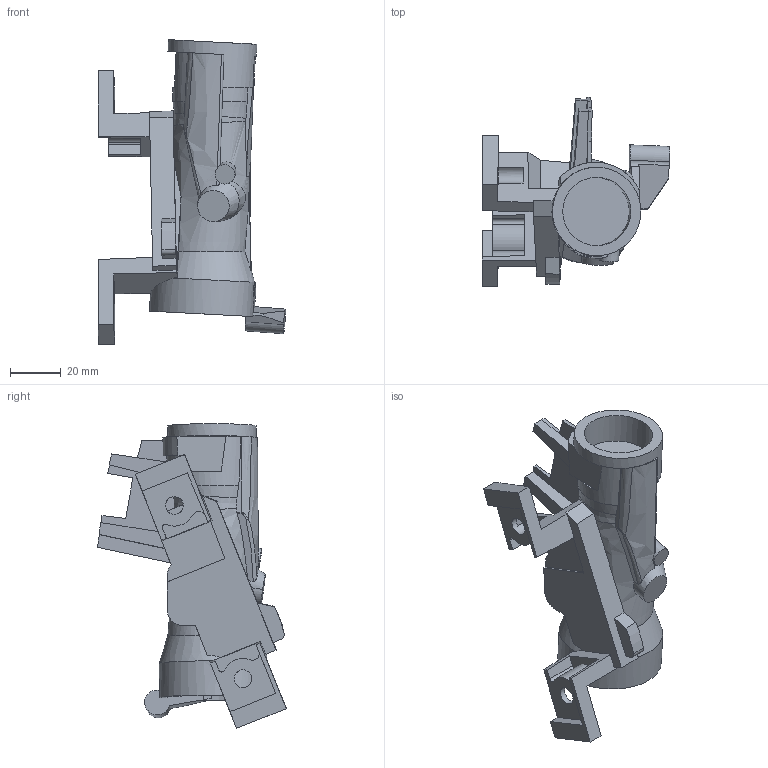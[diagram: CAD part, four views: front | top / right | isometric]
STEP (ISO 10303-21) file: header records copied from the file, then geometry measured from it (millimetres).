
FILE_DESCRIPTION(/* description */ (''),/* implementation_level */ '2;1');
FILE_NAME(/* name */ '22jm.stp',/* time_stamp */ '2019-05-31T16:32:17+08:00',/* author */ (''),/* organization */ (''),/* preprocessor_version */ 'ST-DEVELOPER v16',/* originating_system */ 'SIEMENS PLM Software NX 10.0',/* authorisation */ '');
FILE_SCHEMA (('AP203_CONFIGURATION_CONTROLLED_3D_DESIGN_OF_MECHANICAL_PARTS_AND_ASSEMBLIES_MIM_LF { 1 0 10303 403 2 1 2}'));
Length unit declared in the file: millimetre
Products named in the file (1): hp03DC8B29cuf8
Bounding box: 73.67 x 74.36 x 119.9 mm (x, y, z)
Volume: 98915.5 mm3; surface area: 29184 mm2
Topology: 1 solids, 1 shells, 184 faces, 536 edges, 354 vertices
Faces by surface type: plane 123, cylinder 31, bspline 27, cone 3
Full cylindrical faces by diameter (mm): 7 x2, 26.855 x1, 34.855 x1, 35.804 x1
Entity records: 9369 total; most frequent: CARTESIAN_POINT 4762, ORIENTED_EDGE 1046, DIRECTION 797, EDGE_CURVE 523, VERTEX_POINT 348, AXIS2_PLACEMENT_3D 269, LINE 259, VECTOR 259
